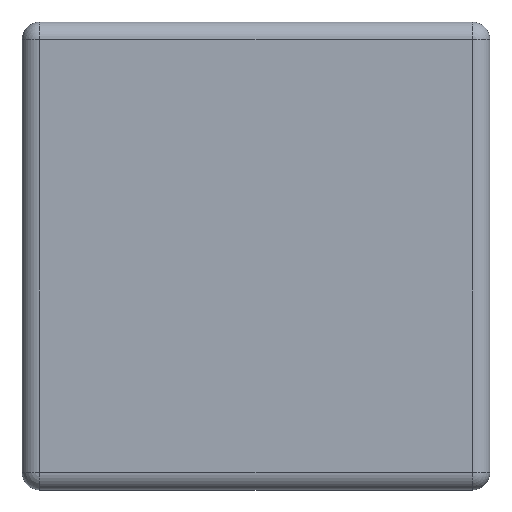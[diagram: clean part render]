
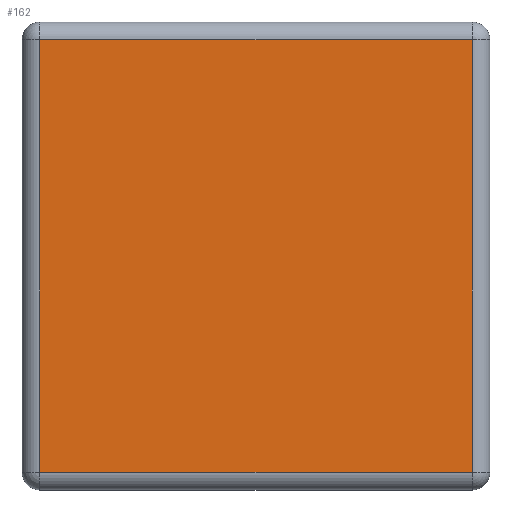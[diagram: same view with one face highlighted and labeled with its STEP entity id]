
A CAD part, top view. The second image highlights one B-rep face of the part: STEP entity #162.
In plain terms, the highlighted planar face has unit normal (0, 0, 1).
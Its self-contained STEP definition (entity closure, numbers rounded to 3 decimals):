
#162 = ADVANCED_FACE( '', ( #374 ), #375, .T. );
#374 = FACE_OUTER_BOUND( '', #647, .T. );
#375 = PLANE( '', #648 );
#647 = EDGE_LOOP( '', ( #1038, #1039, #1040, #1041 ) );
#648 = AXIS2_PLACEMENT_3D( '', #1042, #1043, #1044 );
#1038 = ORIENTED_EDGE( '', *, *, #1671, .T. );
#1039 = ORIENTED_EDGE( '', *, *, #1672, .T. );
#1040 = ORIENTED_EDGE( '', *, *, #1673, .T. );
#1041 = ORIENTED_EDGE( '', *, *, #1674, .T. );
#1042 = CARTESIAN_POINT( '', ( 0., 0., 19.5 ) );
#1043 = DIRECTION( '', ( 0., 0., 1. ) );
#1044 = DIRECTION( '', ( 1., 0., 0. ) );
#1671 = EDGE_CURVE( '', #1962, #2030, #2031, .T. );
#1672 = EDGE_CURVE( '', #2030, #1862, #2032, .T. );
#1673 = EDGE_CURVE( '', #1862, #2033, #2034, .T. );
#1674 = EDGE_CURVE( '', #2033, #1962, #2035, .T. );
#1862 = VERTEX_POINT( '', #2275 );
#1962 = VERTEX_POINT( '', #2413 );
#2030 = VERTEX_POINT( '', #2507 );
#2031 = LINE( '', #2508, #2509 );
#2032 = LINE( '', #2510, #2511 );
#2033 = VERTEX_POINT( '', #2512 );
#2034 = LINE( '', #2513, #2514 );
#2035 = LINE( '', #2515, #2516 );
#2275 = CARTESIAN_POINT( '', ( -18.5, -18.5, 19.5 ) );
#2413 = CARTESIAN_POINT( '', ( 18.5, 18.5, 19.5 ) );
#2507 = CARTESIAN_POINT( '', ( -18.5, 18.5, 19.5 ) );
#2508 = CARTESIAN_POINT( '', ( -20., 18.5, 19.5 ) );
#2509 = VECTOR( '', #2907, 1000. );
#2510 = CARTESIAN_POINT( '', ( -18.5, -20., 19.5 ) );
#2511 = VECTOR( '', #2908, 1000. );
#2512 = CARTESIAN_POINT( '', ( 18.5, -18.5, 19.5 ) );
#2513 = CARTESIAN_POINT( '', ( 20., -18.5, 19.5 ) );
#2514 = VECTOR( '', #2909, 1000. );
#2515 = CARTESIAN_POINT( '', ( 18.5, 20., 19.5 ) );
#2516 = VECTOR( '', #2910, 1000. );
#2907 = DIRECTION( '', ( -1., 0., 0. ) );
#2908 = DIRECTION( '', ( 0., -1., 0. ) );
#2909 = DIRECTION( '', ( 1., 0., 0. ) );
#2910 = DIRECTION( '', ( 0., 1., 0. ) );
